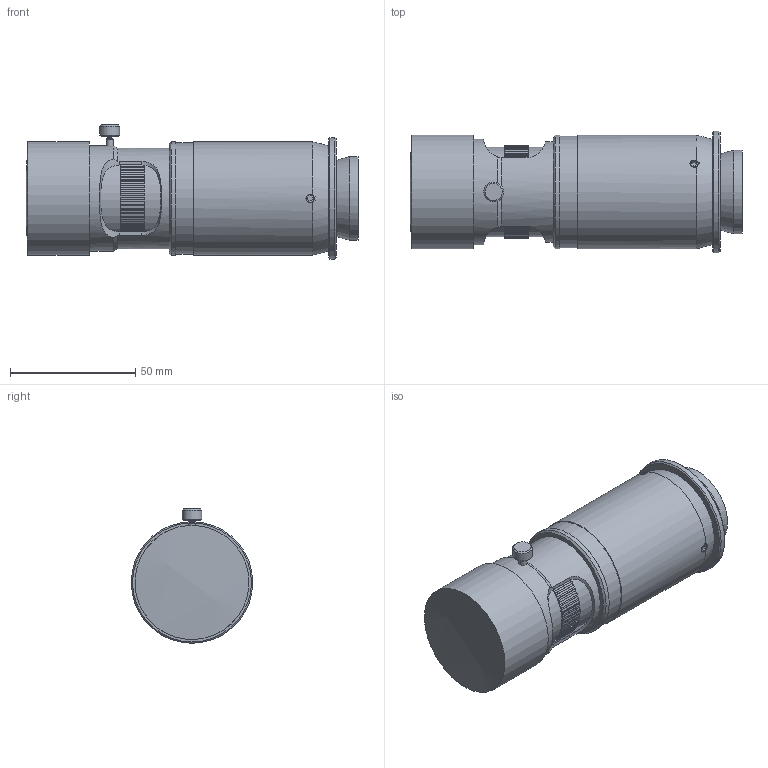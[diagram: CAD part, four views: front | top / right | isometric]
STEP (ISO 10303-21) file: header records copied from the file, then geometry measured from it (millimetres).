
FILE_DESCRIPTION((''),'2;1');
FILE_NAME('50993_0.stp','2006-08-07T11:28:57',('PODLENA'),(''),'Autodesk Inventor 10','Autodesk Inventor 10','');
FILE_SCHEMA(('AUTOMOTIVE_DESIGN { 1 0 10303 214 1 1 1 1 }'));
Length unit declared in the file: inch
Products named in the file (17): 50993_0; 50347_0; 50348_0; 50354; 50355; 50121; 50371; 50352; 7007; 50353-3; 50360; 50995; 60436; 7261; 60433; 7004; 7108
Assembly tree (22 placements, depth 4):
  50993_0
    50347_0
      50348_0
        50354
        50355
      50121
      50371
      50352
      7007  x3
    50353-3
    50360
    50995
    60436
      7261
      60433
    7004  x3
    7108  x3
Bounding box: 132.31 x 48.41 x 53.56 mm (x, y, z)
Volume: 100355.5 mm3; surface area: 93373.7 mm2
Topology: 19 solids, 19 shells, 576 faces, 1499 edges, 993 vertices
Faces by surface type: plane 344, cylinder 150, cone 50, bspline 24, sphere 8
Full cylindrical faces by diameter (mm): 1.575 x1, 1.651 x1, 1.702 x3, 2.159 x3, 2.184 x3, 2.845 x4, 3.302 x3, 4.166 x3, 7.874 x1, 21.59 x1, 23.924 x1, 25.4 x1, 26.035 x1, 26.162 x1, 26.988 x1, 27.026 x1, 27.051 x1, 27.432 x1, 27.559 x1, 27.737 x2, 27.788 x1, 28.321 x1, 28.575 x5, 28.6 x1, 30.124 x1, 30.15 x1, 30.556 x1, 30.886 x1, 30.912 x1, 31.572 x1
Entity records: 17245 total; most frequent: CARTESIAN_POINT 4684, DIRECTION 2440, ORIENTED_EDGE 2392, EDGE_CURVE 1196, VERTEX_POINT 865, AXIS2_PLACEMENT_3D 828, VECTOR 784, LINE 784
